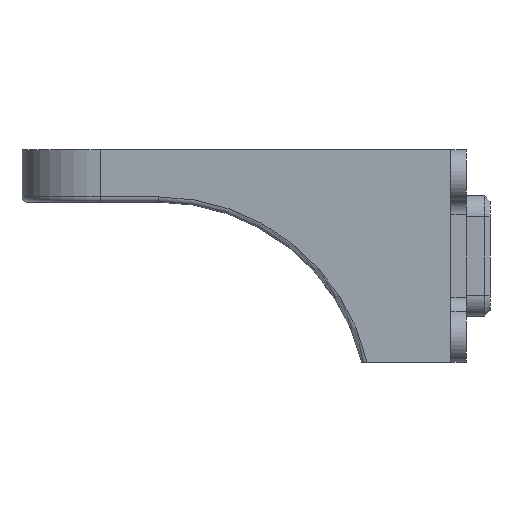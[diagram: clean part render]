
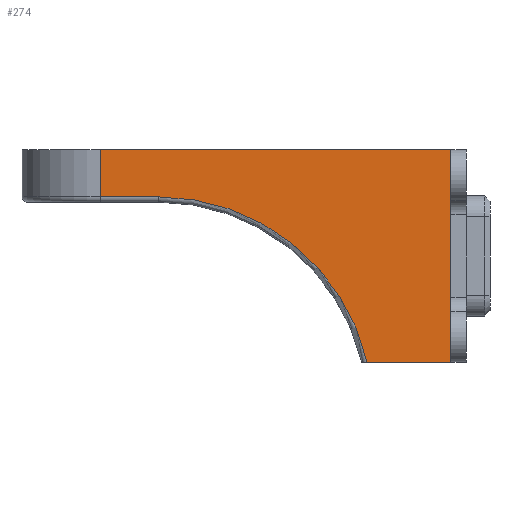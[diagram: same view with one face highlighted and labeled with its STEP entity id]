
A CAD part, left-side view. The second image highlights one B-rep face of the part: STEP entity #274.
In plain terms, the highlighted planar face has unit normal (-1, 0, 0).
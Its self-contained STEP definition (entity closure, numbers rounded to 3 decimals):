
#59 = VECTOR ( 'NONE', #509, 1000. ) ;
#111 = EDGE_CURVE ( 'NONE', #1748, #2719, #1002, .T. ) ;
#114 = DIRECTION ( 'NONE',  ( 0., 0., -1. ) ) ;
#140 = VECTOR ( 'NONE', #677, 1000. ) ;
#189 = EDGE_CURVE ( 'NONE', #1904, #1748, #2166, .T. ) ;
#219 = AXIS2_PLACEMENT_3D ( 'NONE', #1649, #1885, #477 ) ;
#228 = EDGE_CURVE ( 'NONE', #1743, #1904, #784, .T. ) ;
#274 = ADVANCED_FACE ( 'NONE', ( #1915 ), #1167, .F. ) ;
#368 = VERTEX_POINT ( 'NONE', #1722 ) ;
#443 = CIRCLE ( 'NONE', #762, 41. ) ;
#477 = DIRECTION ( 'NONE',  ( 0., 0., -1. ) ) ;
#508 = CARTESIAN_POINT ( 'NONE',  ( -15., -67., 6. ) ) ;
#509 = DIRECTION ( 'NONE',  ( 0., -1., 0. ) ) ;
#631 = LINE ( 'NONE', #983, #1802 ) ;
#677 = DIRECTION ( 'NONE',  ( 0., 1., 0. ) ) ;
#756 = DIRECTION ( 'NONE',  ( 1., 0., 0. ) ) ;
#762 = AXIS2_PLACEMENT_3D ( 'NONE', #2151, #756, #974 ) ;
#773 = ORIENTED_EDGE ( 'NONE', *, *, #111, .F. ) ;
#784 = LINE ( 'NONE', #2360, #59 ) ;
#831 = VECTOR ( 'NONE', #114, 1000. ) ;
#901 = EDGE_CURVE ( 'NONE', #1743, #2708, #2464, .T. ) ;
#974 = DIRECTION ( 'NONE',  ( 0., 0., -1. ) ) ;
#983 = CARTESIAN_POINT ( 'NONE',  ( -15., -67., -3. ) ) ;
#994 = ORIENTED_EDGE ( 'NONE', *, *, #2422, .T. ) ;
#1002 = LINE ( 'NONE', #1379, #140 ) ;
#1032 = EDGE_LOOP ( 'NONE', ( #2524, #1444, #994, #773, #1103, #2471 ) ) ;
#1103 = ORIENTED_EDGE ( 'NONE', *, *, #189, .F. ) ;
#1167 = PLANE ( 'NONE',  #219 ) ;
#1192 = CARTESIAN_POINT ( 'NONE',  ( -15., 0., 6. ) ) ;
#1213 = DIRECTION ( 'NONE',  ( 0., -1., 0. ) ) ;
#1310 = CARTESIAN_POINT ( 'NONE',  ( -15., -51.028, -34.6 ) ) ;
#1363 = VECTOR ( 'NONE', #2840, 1000. ) ;
#1379 = CARTESIAN_POINT ( 'NONE',  ( -15., -67., -34.6 ) ) ;
#1444 = ORIENTED_EDGE ( 'NONE', *, *, #1875, .T. ) ;
#1649 = CARTESIAN_POINT ( 'NONE',  ( -15., -67., 6. ) ) ;
#1658 = CARTESIAN_POINT ( 'NONE',  ( -15., -67., -34.6 ) ) ;
#1722 = CARTESIAN_POINT ( 'NONE',  ( -15., -11.12, -3. ) ) ;
#1743 = VERTEX_POINT ( 'NONE', #1192 ) ;
#1748 = VERTEX_POINT ( 'NONE', #1658 ) ;
#1802 = VECTOR ( 'NONE', #1213, 1000. ) ;
#1875 = EDGE_CURVE ( 'NONE', #2708, #368, #631, .T. ) ;
#1885 = DIRECTION ( 'NONE',  ( 1., 0., 0. ) ) ;
#1904 = VERTEX_POINT ( 'NONE', #508 ) ;
#1915 = FACE_OUTER_BOUND ( 'NONE', #1032, .T. ) ;
#2017 = CARTESIAN_POINT ( 'NONE',  ( -15., 0., -3. ) ) ;
#2151 = CARTESIAN_POINT ( 'NONE',  ( -15., -11.12, -44. ) ) ;
#2166 = LINE ( 'NONE', #2607, #1363 ) ;
#2360 = CARTESIAN_POINT ( 'NONE',  ( -15., -67., 6. ) ) ;
#2422 = EDGE_CURVE ( 'NONE', #368, #2719, #443, .T. ) ;
#2464 = LINE ( 'NONE', #2843, #831 ) ;
#2471 = ORIENTED_EDGE ( 'NONE', *, *, #228, .F. ) ;
#2524 = ORIENTED_EDGE ( 'NONE', *, *, #901, .T. ) ;
#2607 = CARTESIAN_POINT ( 'NONE',  ( -15., -67., 6. ) ) ;
#2708 = VERTEX_POINT ( 'NONE', #2017 ) ;
#2719 = VERTEX_POINT ( 'NONE', #1310 ) ;
#2840 = DIRECTION ( 'NONE',  ( 0., 0., -1. ) ) ;
#2843 = CARTESIAN_POINT ( 'NONE',  ( -15., 0., 6. ) ) ;
